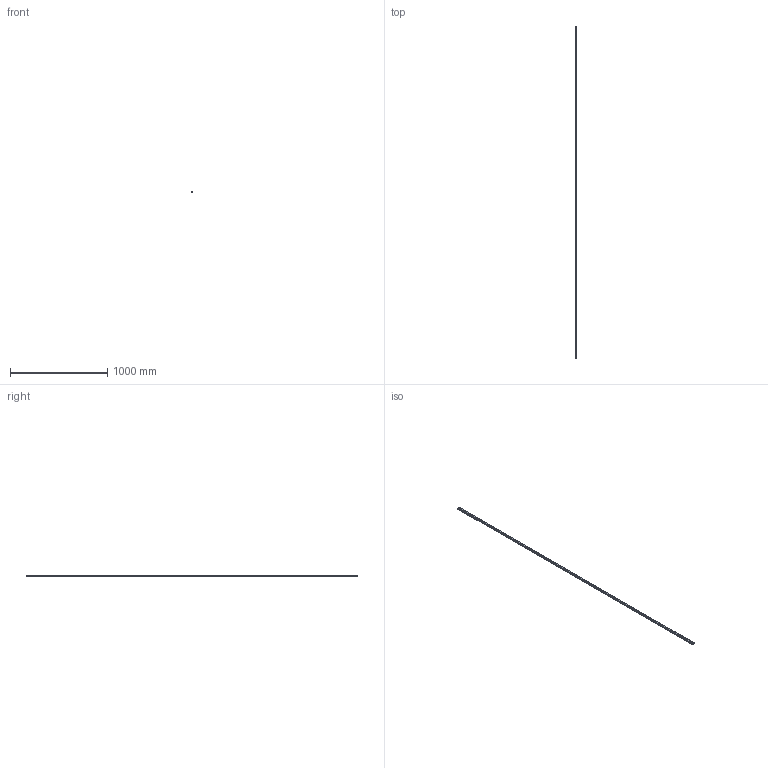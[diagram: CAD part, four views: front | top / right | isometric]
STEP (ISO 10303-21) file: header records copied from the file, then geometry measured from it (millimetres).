
FILE_DESCRIPTION(('STEP AP214'),'1');
FILE_NAME('cctmp_BD3643BF-C9C8-4169-B1B9-94003E9613DD_2020_5_18_15_41_58_117..stp','2020-05-18T13:41:58',('HIWIN GmbH'),('CADClick - www.CADClick.com'),'Spatial InterOp 3D',' ','unknown authorization');
FILE_SCHEMA(('AUTOMOTIVE_DESIGN'));
Length unit declared in the file: millimetre
Products named in the file (1): HGR20R3410H_FILE
Bounding box: 20 x 3410 x 17.5 mm (x, y, z)
Volume: 974751.1 mm3; surface area: 289154.7 mm2
Topology: 1 solids, 1 shells, 620 faces, 1329 edges, 886 vertices
Faces by surface type: cylinder 364, plane 256
Entity records: 22105 total; most frequent: DIRECTION 3299, CARTESIAN_POINT 2836, ORIENTED_EDGE 2658, AXIS2_PLACEMENT_3D 1349, EDGE_CURVE 1329, VERTEX_POINT 886, EDGE_LOOP 795, CIRCLE 728
